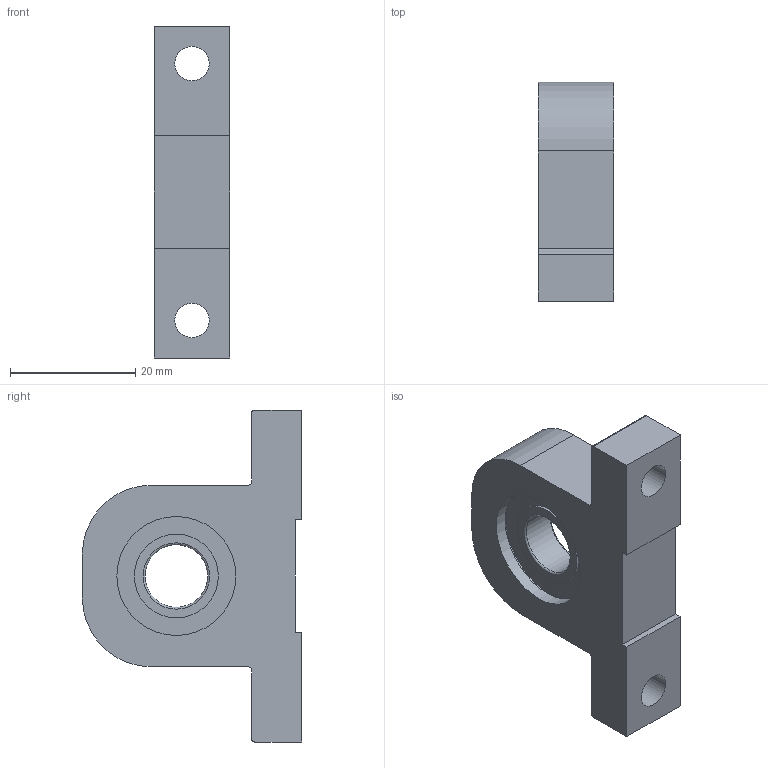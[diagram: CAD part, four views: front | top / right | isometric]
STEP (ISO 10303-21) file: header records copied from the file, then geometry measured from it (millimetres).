
FILE_DESCRIPTION(/* description */ ('STEP AP203'),/* implementation_level */ '2;1');
FILE_NAME(/* name */ 'C-BGHA6900ZZ-20',/* time_stamp */ '2023-11-26T04:52:40+01:00',/* author */ ('License CC BY-ND 4.0'),/* organization */ ('CADENAS'),/* preprocessor_version */ 'ST-DEVELOPER v19.3',/* originating_system */ 'PARTsolutions',/* authorisation */ ' ');
FILE_SCHEMA (('CONFIG_CONTROL_DESIGN'));
Length unit declared in the file: millimetre
Products named in the file (4): C-BGHA6900ZZ-20; RRING-C-INT-22; bearing_6900; C-BGHA6900ZZ-20_h
Assembly tree (3 placements, depth 2):
  C-BGHA6900ZZ-20
    RRING-C-INT-22
    bearing_6900
    C-BGHA6900ZZ-20_h
Bounding box: 12 x 35 x 53 mm (x, y, z)
Volume: 10645.3 mm3; surface area: 6454.1 mm2
Topology: 3 solids, 3 shells, 59 faces, 134 edges, 88 vertices
Faces by surface type: cylinder 28, plane 27, torus 4
Full cylindrical faces by diameter (mm): 2 x2, 5.5 x2, 10 x1, 13.4 x2, 19 x1, 19.6 x2, 22 x3, 23 x1
Entity records: 1711 total; most frequent: DIRECTION 302, CARTESIAN_POINT 267, ORIENTED_EDGE 232, AXIS2_PLACEMENT_3D 123, EDGE_CURVE 116, EDGE_LOOP 96, FACE_BOUND 96, VERTEX_POINT 88
